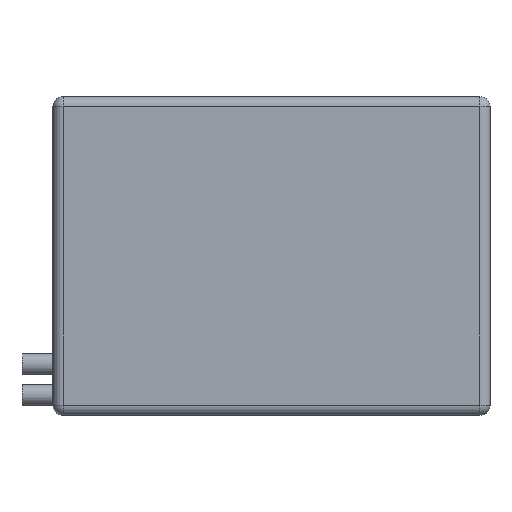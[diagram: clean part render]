
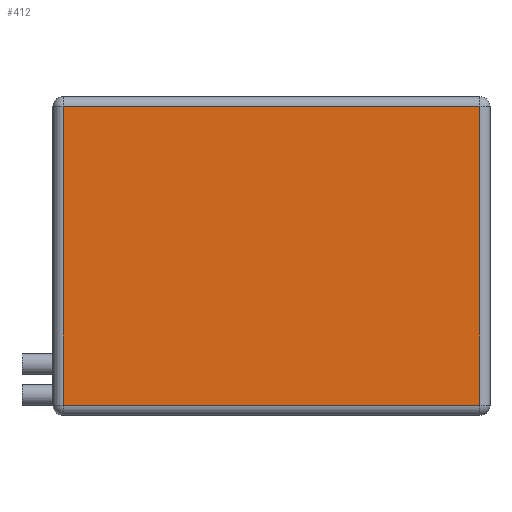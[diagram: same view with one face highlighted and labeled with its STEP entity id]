
A CAD part, top view. The second image highlights one B-rep face of the part: STEP entity #412.
In plain terms, the highlighted planar face has unit normal (0, 0, 1).
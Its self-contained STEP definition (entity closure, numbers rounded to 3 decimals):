
#24=PLANE('',#478);
#57=FACE_OUTER_BOUND('',#87,.T.);
#87=EDGE_LOOP('',(#342,#343,#344,#345));
#112=LINE('',#708,#139);
#113=LINE('',#712,#140);
#117=LINE('',#727,#144);
#118=LINE('',#730,#145);
#139=VECTOR('',#575,10.);
#140=VECTOR('',#580,10.);
#144=VECTOR('',#600,10.);
#145=VECTOR('',#605,10.);
#197=VERTEX_POINT('',#702);
#198=VERTEX_POINT('',#706);
#199=VERTEX_POINT('',#710);
#202=VERTEX_POINT('',#726);
#241=EDGE_CURVE('',#198,#197,#112,.T.);
#243=EDGE_CURVE('',#197,#199,#113,.T.);
#250=EDGE_CURVE('',#199,#202,#117,.T.);
#252=EDGE_CURVE('',#202,#198,#118,.T.);
#342=ORIENTED_EDGE('',*,*,#243,.F.);
#343=ORIENTED_EDGE('',*,*,#241,.F.);
#344=ORIENTED_EDGE('',*,*,#252,.F.);
#345=ORIENTED_EDGE('',*,*,#250,.F.);
#412=ADVANCED_FACE('',(#57),#24,.T.);
#478=AXIS2_PLACEMENT_3D('',#729,#603,#604);
#575=DIRECTION('',(1.,0.,0.));
#580=DIRECTION('',(0.,-1.,0.));
#600=DIRECTION('',(-1.,0.,0.));
#603=DIRECTION('center_axis',(0.,0.,1.));
#604=DIRECTION('ref_axis',(1.,0.,0.));
#605=DIRECTION('',(0.,1.,0.));
#702=CARTESIAN_POINT('',(41.5,30.,8.5));
#706=CARTESIAN_POINT('',(1.,30.,8.5));
#708=CARTESIAN_POINT('',(31.875,30.,8.5));
#710=CARTESIAN_POINT('',(41.5,1.,8.5));
#712=CARTESIAN_POINT('',(41.5,7.75,8.5));
#726=CARTESIAN_POINT('',(1.,1.,8.5));
#727=CARTESIAN_POINT('',(10.625,1.,8.5));
#729=CARTESIAN_POINT('Origin',(21.25,15.5,8.5));
#730=CARTESIAN_POINT('',(1.,23.25,8.5));
